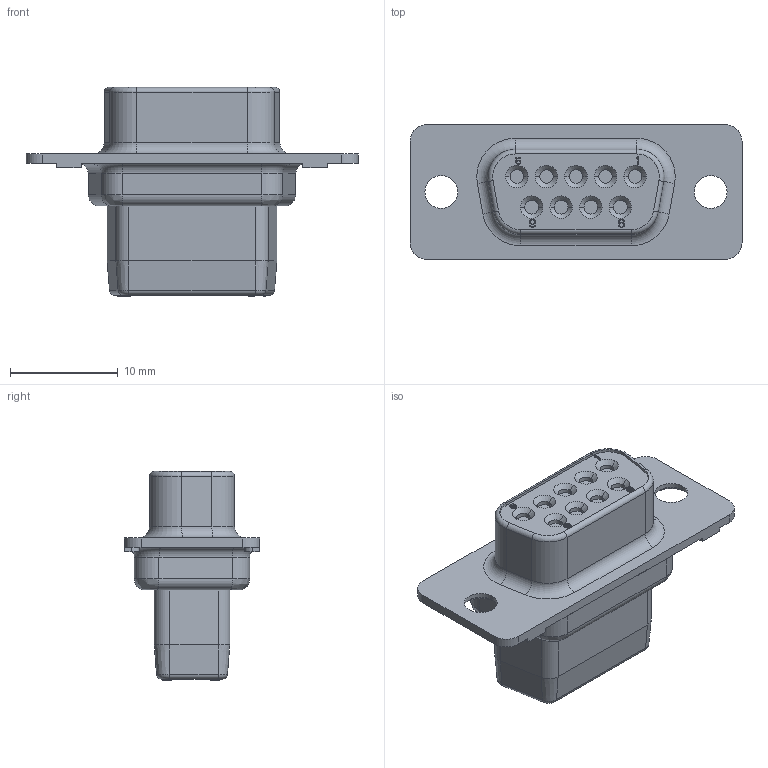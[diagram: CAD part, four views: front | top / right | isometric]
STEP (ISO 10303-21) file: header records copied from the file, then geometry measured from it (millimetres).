
FILE_DESCRIPTION((''),'2;1');
FILE_NAME('C-211633-1','2017-03-28T',('workeradm'),('Tyco Electronics Ltd.'),'CREO PARAMETRIC BY PTC INC, 2016050','CREO PARAMETRIC BY PTC INC, 2016050','');
FILE_SCHEMA(('AUTOMOTIVE_DESIGN { 1 0 10303 214 1 1 1 1 }'));
Length unit declared in the file: millimetre
Products named in the file (1): C-211633-1
Bounding box: 30.81 x 12.55 x 19.41 mm (x, y, z)
Volume: 2608.2 mm3; surface area: 1645.7 mm2
Topology: 1 solids, 1 shells, 582 faces, 1524 edges, 978 vertices
Faces by surface type: plane 412, cylinder 110, cone 40, torus 16, bspline 4
Entity records: 17842 total; most frequent: CARTESIAN_POINT 3146, ORIENTED_EDGE 3048, DIRECTION 2938, EDGE_CURVE 1524, VECTOR 1266, LINE 1266, VERTEX_POINT 978, AXIS2_PLACEMENT_3D 836
